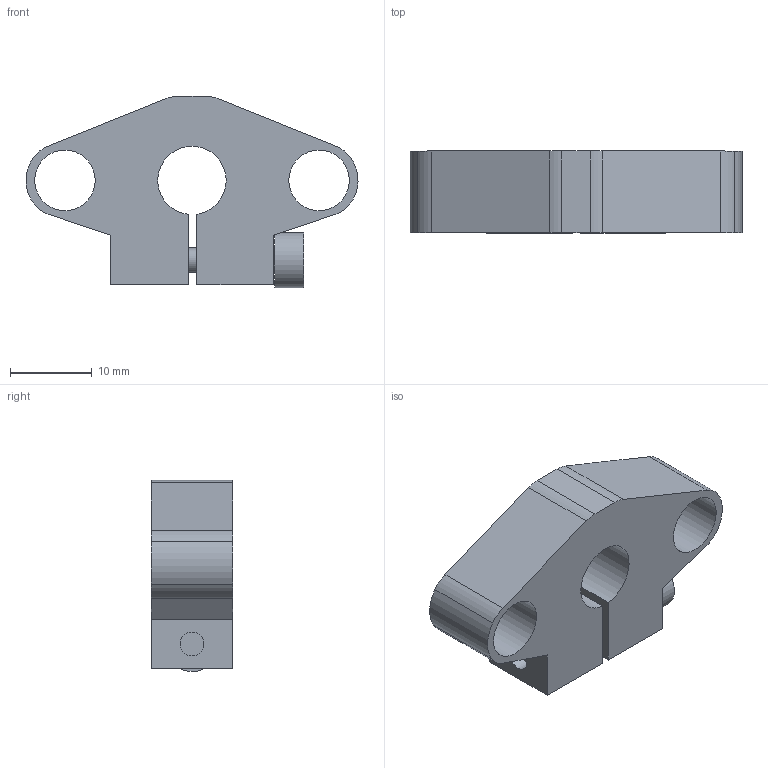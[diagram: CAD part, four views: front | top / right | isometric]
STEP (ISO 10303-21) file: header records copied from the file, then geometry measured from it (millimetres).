
FILE_DESCRIPTION(('FreeCAD Model'),'2;1');
FILE_NAME('8mm rod support without flange.stp', '2014-06-15T00:48:45',('FreeCAD'),('FreeCAD'), 'Open CASCADE STEP processor 6.3','FreeCAD','Unknown');
FILE_SCHEMA(('AUTOMOTIVE_DESIGN_CC2 { 1 2 10303 214 -1 1 5 4 }'));
Length unit declared in the file: millimetre
Products named in the file (2): rod_support_without_screw; Screw
Bounding box: 40.56 x 10 x 23.37 mm (x, y, z)
Volume: 5010.1 mm3; surface area: 3400.1 mm2
Topology: 2 solids, 2 shells, 33 faces, 87 edges, 60 vertices
Faces by surface type: plane 17, cylinder 16
Full cylindrical faces by diameter (mm): 2.9 x2, 3 x2, 6.7 x1, 7.4 x2
Entity records: 2267 total; most frequent: CARTESIAN_POINT 429, DIRECTION 353, LINE 183, VECTOR 183, ORIENTED_EDGE 174, PCURVE 174, DEFINITIONAL_REPRESENTATION 174, EDGE_CURVE 87
